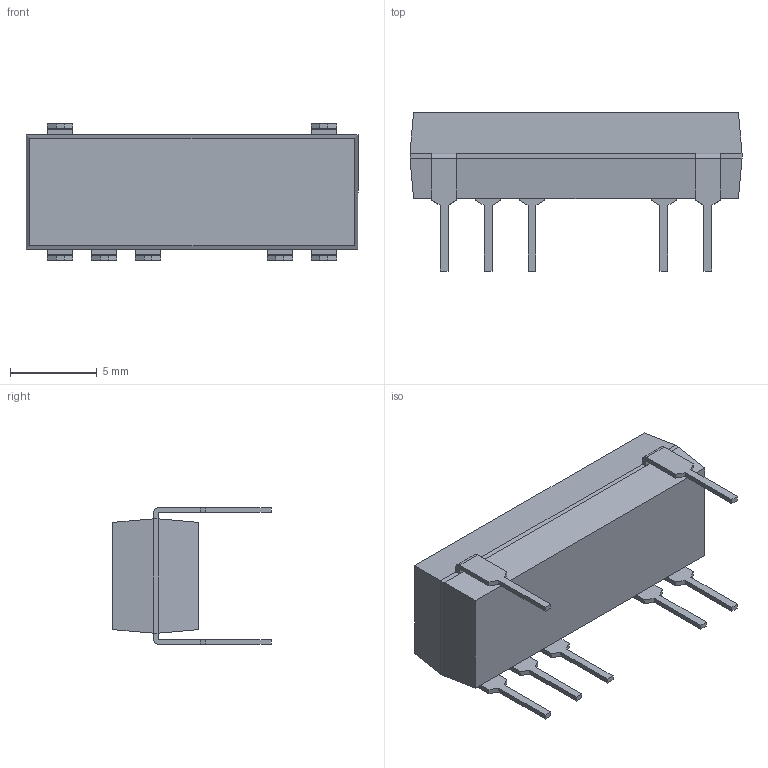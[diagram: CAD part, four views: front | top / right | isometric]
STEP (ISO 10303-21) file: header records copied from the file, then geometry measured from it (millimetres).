
FILE_DESCRIPTION (( 'STEP AP214' ), '1' );
FILE_NAME ('NVA7.STEP', '2024-01-26T11:59:42', ( '' ), ( '' ), 'SwSTEP 2.0', 'SolidWorks 2021', '' );
FILE_SCHEMA (( 'AUTOMOTIVE_DESIGN' ));
Length unit declared in the file: inch
Products named in the file (1): NVA7
Bounding box: 19.18 x 9.14 x 7.9 mm (x, y, z)
Volume: 615.4 mm3; surface area: 627.5 mm2
Topology: 9 solids, 9 shells, 119 faces, 292 edges, 192 vertices
Faces by surface type: plane 101, cylinder 18
Entity records: 3586 total; most frequent: CARTESIAN_POINT 604, ORIENTED_EDGE 584, DIRECTION 568, EDGE_CURVE 292, LINE 256, VECTOR 256, VERTEX_POINT 192, AXIS2_PLACEMENT_3D 156
